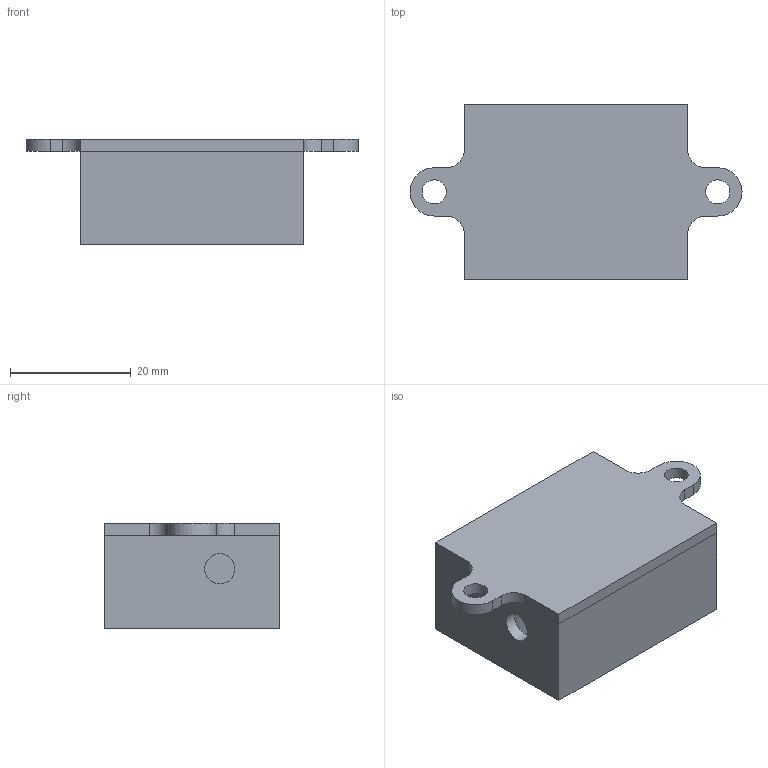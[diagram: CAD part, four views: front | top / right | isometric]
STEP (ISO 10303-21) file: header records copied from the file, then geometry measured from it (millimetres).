
FILE_DESCRIPTION(/* description */ (''),/* implementation_level */ '2;1');
FILE_NAME(/* name */ 'PIR_sensor_box v1.step',/* time_stamp */ '2025-10-10T20:38:50+03:00',/* author */ (''),/* organization */ (''),/* preprocessor_version */ 'ST-DEVELOPER v20.1',/* originating_system */ 'Autodesk Translation Framework v14.10.0.0',/* authorisation */ '');
FILE_SCHEMA (('AUTOMOTIVE_DESIGN { 1 0 10303 214 3 1 1 }'));
Length unit declared in the file: millimetre
Products named in the file (1): PIR_sensor_box
Bounding box: 55 x 29 x 17.5 mm (x, y, z)
Volume: 7290.8 mm3; surface area: 8324.2 mm2
Topology: 2 solids, 2 shells, 71 faces, 175 edges, 112 vertices
Faces by surface type: plane 48, cylinder 21, torus 2
Full cylindrical faces by diameter (mm): 2 x2, 2.4 x2, 4 x4, 5 x3
Entity records: 2212 total; most frequent: CARTESIAN_POINT 426, DIRECTION 363, ORIENTED_EDGE 350, EDGE_CURVE 175, LINE 125, VECTOR 125, AXIS2_PLACEMENT_3D 119, VERTEX_POINT 112
